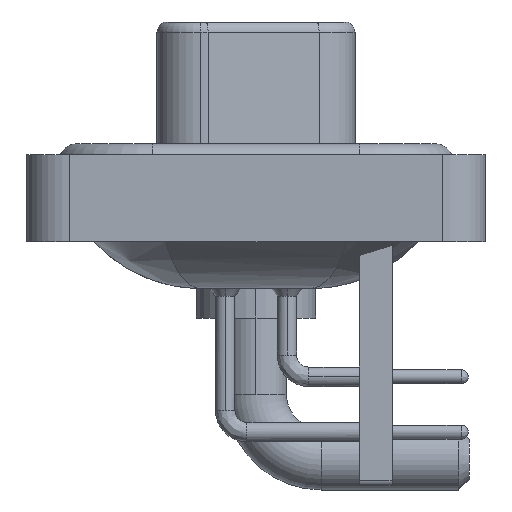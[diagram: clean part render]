
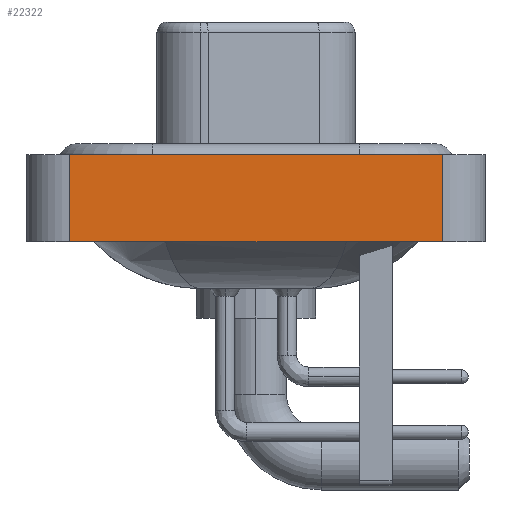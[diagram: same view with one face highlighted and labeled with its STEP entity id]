
A CAD part, left-side view. The second image highlights one B-rep face of the part: STEP entity #22322.
In plain terms, the highlighted planar face has unit normal (-1, 0, 0).
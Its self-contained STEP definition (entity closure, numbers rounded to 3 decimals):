
#545 = DIRECTION ( 'NONE',  ( 0., 0., 1. ) ) ;
#961 = VECTOR ( 'NONE', #25753, 1000. ) ;
#1764 = EDGE_CURVE ( 'NONE', #23025, #9288, #19246, .T. ) ;
#2053 = FACE_OUTER_BOUND ( 'NONE', #13676, .T. ) ;
#3626 = CARTESIAN_POINT ( 'NONE',  ( -7.3, -8.55, -3.6 ) ) ;
#3800 = EDGE_CURVE ( 'NONE', #18262, #23025, #19445, .T. ) ;
#3801 = DIRECTION ( 'NONE',  ( -1., 0., 0. ) ) ;
#4980 = VECTOR ( 'NONE', #545, 1000. ) ;
#6601 = CARTESIAN_POINT ( 'NONE',  ( -7.3, 8.55, 0.4 ) ) ;
#8975 = AXIS2_PLACEMENT_3D ( 'NONE', #22201, #3801, #16632 ) ;
#9288 = VERTEX_POINT ( 'NONE', #17472 ) ;
#11024 = ORIENTED_EDGE ( 'NONE', *, *, #3800, .F. ) ;
#11151 = EDGE_CURVE ( 'NONE', #20423, #9288, #21076, .T. ) ;
#11786 = LINE ( 'NONE', #14335, #26362 ) ;
#11931 = EDGE_CURVE ( 'NONE', #18262, #20423, #11786, .T. ) ;
#12545 = CARTESIAN_POINT ( 'NONE',  ( -7.3, -8.55, -3.6 ) ) ;
#13676 = EDGE_LOOP ( 'NONE', ( #17023, #18565, #11024, #21532 ) ) ;
#14079 = DIRECTION ( 'NONE',  ( 0., -1., 0. ) ) ;
#14335 = CARTESIAN_POINT ( 'NONE',  ( -7.3, -8.55, -3.6 ) ) ;
#14993 = CARTESIAN_POINT ( 'NONE',  ( -7.3, 8.55, -3.6 ) ) ;
#16632 = DIRECTION ( 'NONE',  ( 0., 0., 1. ) ) ;
#17023 = ORIENTED_EDGE ( 'NONE', *, *, #11151, .T. ) ;
#17466 = CARTESIAN_POINT ( 'NONE',  ( -7.3, -8.55, 0.4 ) ) ;
#17472 = CARTESIAN_POINT ( 'NONE',  ( -7.3, -8.55, 0.4 ) ) ;
#18262 = VERTEX_POINT ( 'NONE', #19525 ) ;
#18565 = ORIENTED_EDGE ( 'NONE', *, *, #1764, .F. ) ;
#19246 = LINE ( 'NONE', #17466, #961 ) ;
#19445 = LINE ( 'NONE', #14993, #4980 ) ;
#19525 = CARTESIAN_POINT ( 'NONE',  ( -7.3, 8.55, -3.6 ) ) ;
#20423 = VERTEX_POINT ( 'NONE', #3626 ) ;
#21076 = LINE ( 'NONE', #12545, #22395 ) ;
#21532 = ORIENTED_EDGE ( 'NONE', *, *, #11931, .T. ) ;
#22201 = CARTESIAN_POINT ( 'NONE',  ( -7.3, -8.55, -3.6 ) ) ;
#22322 = ADVANCED_FACE ( 'NONE', ( #2053 ), #22462, .T. ) ;
#22395 = VECTOR ( 'NONE', #24735, 1000. ) ;
#22462 = PLANE ( 'NONE',  #8975 ) ;
#23025 = VERTEX_POINT ( 'NONE', #6601 ) ;
#24735 = DIRECTION ( 'NONE',  ( 0., 0., 1. ) ) ;
#25753 = DIRECTION ( 'NONE',  ( 0., -1., 0. ) ) ;
#26362 = VECTOR ( 'NONE', #14079, 1000. ) ;
